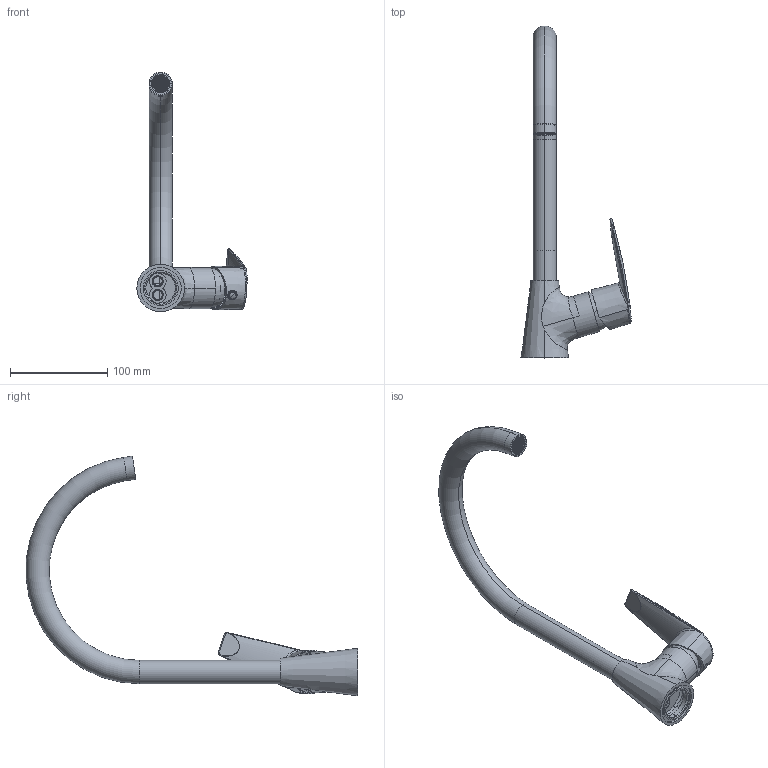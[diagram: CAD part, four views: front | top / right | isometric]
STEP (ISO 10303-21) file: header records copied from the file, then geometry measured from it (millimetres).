
FILE_DESCRIPTION (( 'STEP AP203' ), '1' );
FILE_NAME ('51EP08950.STEP', '2023-10-18T10:07:46', ( '' ), ( '' ), 'SwSTEP 2.0', 'SolidWorks 2021', '' );
FILE_SCHEMA (( 'CONFIG_CONTROL_DESIGN' ));
Length unit declared in the file: millimetre
Products named in the file (1): 51EP08950
Bounding box: 113.25 x 340.91 x 246.33 mm (x, y, z)
Volume: 110853.5 mm3; surface area: 131207.5 mm2
Topology: 7 solids, 7 shells, 1744 faces, 4367 edges, 2764 vertices
Faces by surface type: plane 1140, bspline 288, cylinder 228, cone 66, torus 14, sphere 8
Entity records: 75764 total; most frequent: CARTESIAN_POINT 36659, ORIENTED_EDGE 8642, DIRECTION 6974, EDGE_CURVE 4321, VECTOR 3004, LINE 3004, VERTEX_POINT 2764, AXIS2_PLACEMENT_3D 1985
